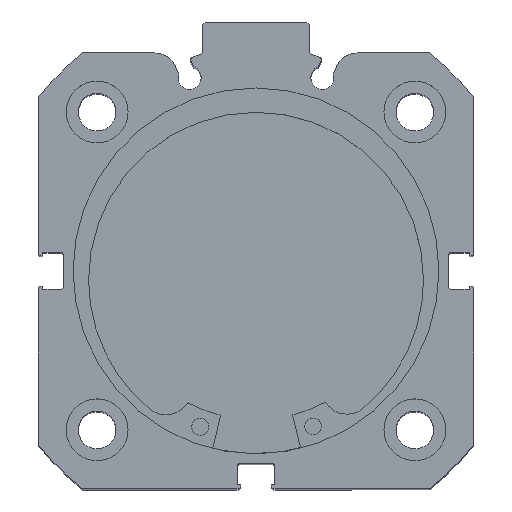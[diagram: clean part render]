
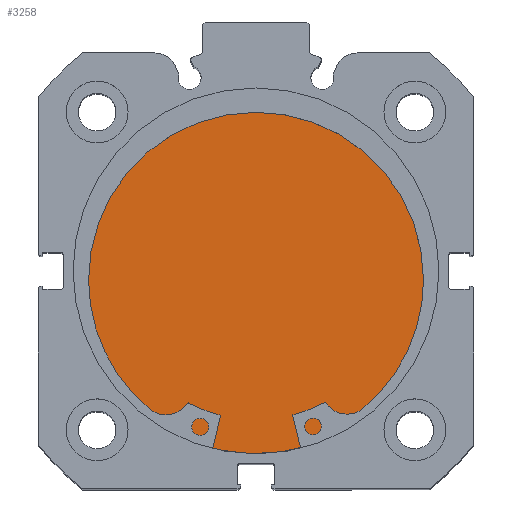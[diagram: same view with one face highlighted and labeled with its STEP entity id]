
A CAD part, top view. The second image highlights one B-rep face of the part: STEP entity #3258.
In plain terms, the highlighted face is planar.
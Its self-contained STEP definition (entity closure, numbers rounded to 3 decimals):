
#1751 = ORIENTED_EDGE ( 'NONE', *, *, #2085, .F. ) ;
#1817 = ORIENTED_EDGE ( 'NONE', *, *, #2078, .F. ) ;
#2078 = EDGE_CURVE ( 'NONE', #6141, #6145, #3860, .T. ) ;
#2085 = EDGE_CURVE ( 'NONE', #6145, #6141, #3869, .T. ) ;
#2575 = AXIS2_PLACEMENT_3D ( 'NONE', #5756, #5743, #5737 ) ;
#2577 = AXIS2_PLACEMENT_3D ( 'NONE', #5639, #5553, #5550 ) ;
#2860 = AXIS2_PLACEMENT_3D ( 'NONE', #5205, #5208, #5209 ) ;
#3258 = ADVANCED_FACE ( 'NONE', ( #6400 ), #5206, .F. ) ;
#3632 = EDGE_LOOP ( 'NONE', ( #1751, #1817 ) ) ;
#3860 = CIRCLE ( 'NONE', #2575, 32.5 ) ;
#3869 = CIRCLE ( 'NONE', #2577, 32.5 ) ;
#5205 = CARTESIAN_POINT ( 'NONE',  ( 9.5, 32.5, 0. ) ) ;
#5206 = PLANE ( 'NONE',  #2860 ) ;
#5208 = DIRECTION ( 'NONE',  ( -1., 0., 0. ) ) ;
#5209 = DIRECTION ( 'NONE',  ( 0., 0., 1. ) ) ;
#5550 = DIRECTION ( 'NONE',  ( 0., 0., 1. ) ) ;
#5553 = DIRECTION ( 'NONE',  ( -1., 0., 0. ) ) ;
#5639 = CARTESIAN_POINT ( 'NONE',  ( 9.5, 0., 0. ) ) ;
#5737 = DIRECTION ( 'NONE',  ( 0., 0., 1. ) ) ;
#5743 = DIRECTION ( 'NONE',  ( -1., 0., 0. ) ) ;
#5756 = CARTESIAN_POINT ( 'NONE',  ( 9.5, 0., 0. ) ) ;
#5922 = CARTESIAN_POINT ( 'NONE',  ( 9.5, 0., -32.5 ) ) ;
#5923 = CARTESIAN_POINT ( 'NONE',  ( 9.5, 0., 32.5 ) ) ;
#6141 = VERTEX_POINT ( 'NONE', #5922 ) ;
#6145 = VERTEX_POINT ( 'NONE', #5923 ) ;
#6400 = FACE_OUTER_BOUND ( 'NONE', #3632, .T. ) ;
